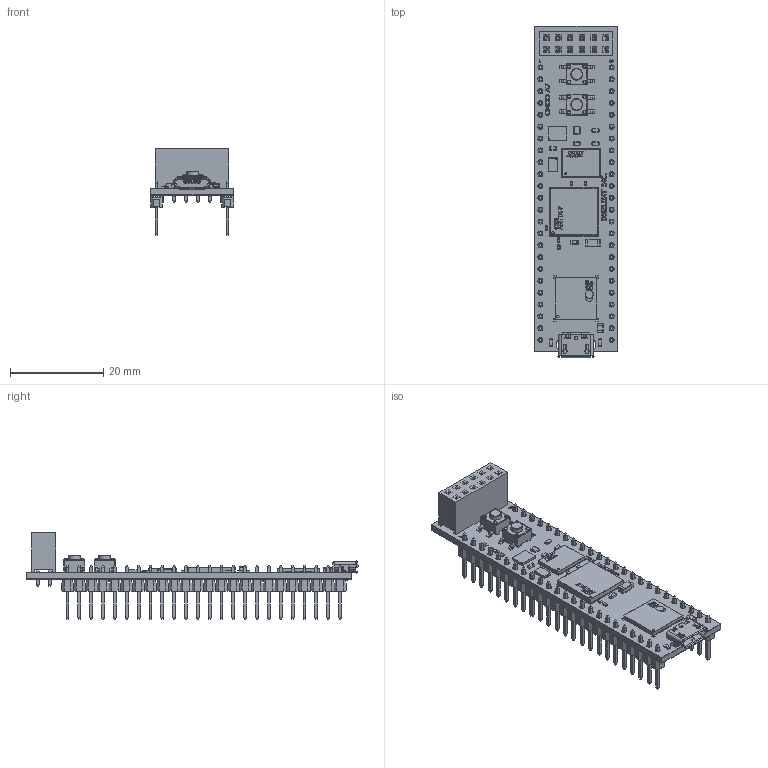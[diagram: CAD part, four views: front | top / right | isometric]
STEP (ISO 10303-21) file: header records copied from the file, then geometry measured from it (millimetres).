
FILE_DESCRIPTION(/* description */ (''),/* implementation_level */ '2;1');
FILE_NAME(/* name */ 'Digilent 410-328-35.stp',/* time_stamp */ '2021-08-02T23:41:12-04:00',/* author */ ('rabri'),/* organization */ (''),/* preprocessor_version */ 'ST-DEVELOPER v18',/* originating_system */ 'Autodesk Inventor 2020',/* authorisation */ '');
FILE_SCHEMA (('AUTOMOTIVE_DESIGN { 1 0 10303 214 3 1 1 }'));
Products named in the file (27): Digilent 410-328-35; Cmod_A7_PCB; 2x6_SF; 1x24_SM; C; B; A; pushbutton_black; 6x8; LED_VSNRD8_Half_Size; LED_VSNRD8; header pins; led base; led terminal; button terminal; button shell; baquelita; 1206 ; 0603; 0805; FTDI 64 QFN 9X9; FPGA; memory logo; markings; 0402; UDFN 8 - Microchip; IC3_
Assembly tree (39 placements, depth 2):
  Digilent 410-328-35
    Cmod_A7_PCB
    2x6_SF
    1x24_SM  x2
    C
    B
    A
    pushbutton_black  x2
    6x8
    LED_VSNRD8_Half_Size  x5
    LED_VSNRD8
    header pins
    led base
    led terminal
    button terminal  x2
    button shell  x2
    baquelita
    1206 
    0402  x5
    0603  x2
    0805
    FTDI 64 QFN 9X9
    FPGA
    memory logo
    markings
    UDFN 8 - Microchip
    IC3_
Bounding box: 17.78 x 71.15 x 18.55 mm (x, y, z)
Volume: 3571.1 mm3; surface area: 13141.3 mm2
Topology: 306 solids, 306 shells, 5760 faces, 13866 edges, 8669 vertices
Faces by surface type: plane 4244, cylinder 1083, bspline 191, sphere 172, torus 68, cone 2
Full cylindrical faces by diameter (mm): 0.2 x1, 0.224 x1, 0.471 x1, 0.5 x1, 0.55 x1, 0.818 x16, 1.067 x180, 1.672 x1, 2.569 x4
Entity records: 135087 total; most frequent: CARTESIAN_POINT 25466, ORIENTED_EDGE 22116, DIRECTION 21531, EDGE_CURVE 11058, LINE 8849, VECTOR 8849, VERTEX_POINT 6981, AXIS2_PLACEMENT_3D 6341
